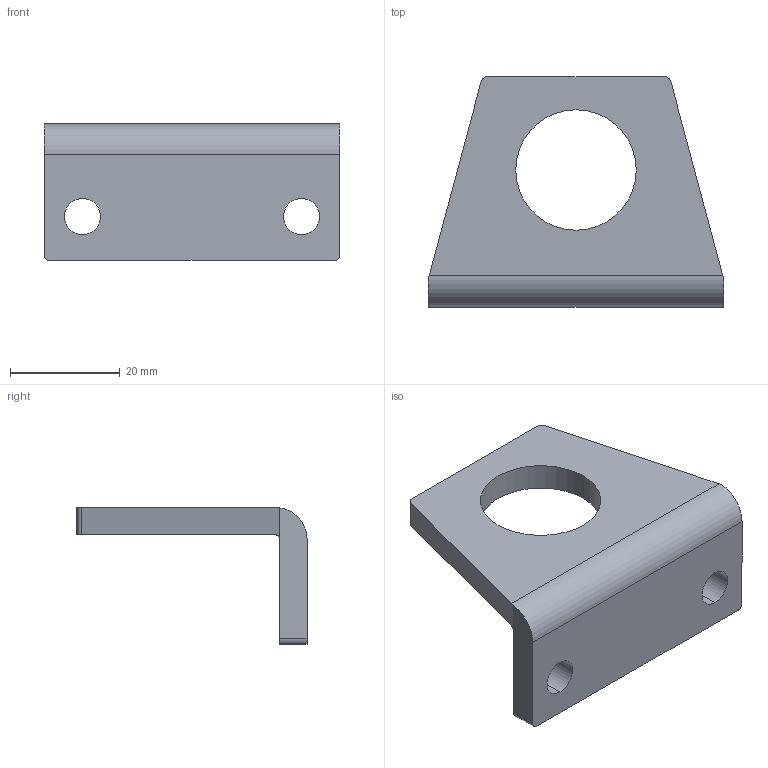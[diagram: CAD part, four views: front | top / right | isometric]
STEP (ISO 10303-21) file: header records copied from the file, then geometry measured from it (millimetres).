
FILE_DESCRIPTION (( 'STEP AP214' ), '1' );
FILE_NAME ('C85L25A.step.step', '2010-01-11T13:31:27', ( 'SysAdmin' ), ( 'SolidWorks' ), 'SwSTEP 2.0', 'SolidWorks 2010', '' );
FILE_SCHEMA (( 'AUTOMOTIVE_DESIGN' ));
Length unit declared in the file: millimetre
Products named in the file (2): C85L25A.step; C85L25A.step_C85Foot_25
Assembly tree (1 placements, depth 2):
  C85L25A.step
    C85L25A.step_C85Foot_25
Bounding box: 54 x 42 x 25 mm (x, y, z)
Volume: 12284.7 mm3; surface area: 6520.3 mm2
Topology: 1 solids, 1 shells, 22 faces, 58 edges, 38 vertices
Faces by surface type: cylinder 12, plane 10
Entity records: 766 total; most frequent: CARTESIAN_POINT 134, DIRECTION 128, ORIENTED_EDGE 116, EDGE_CURVE 58, AXIS2_PLACEMENT_3D 48, VERTEX_POINT 38, VECTOR 32, LINE 32
